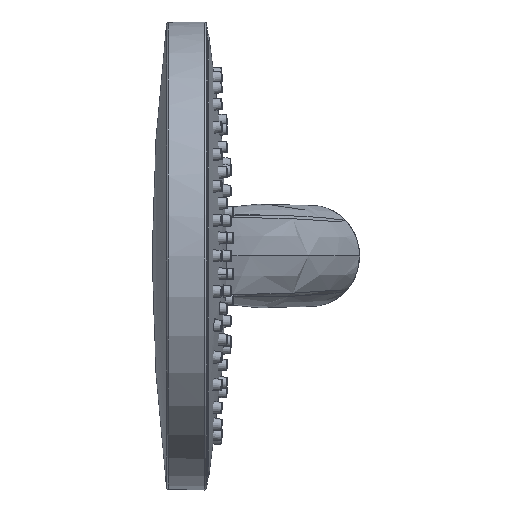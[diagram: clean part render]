
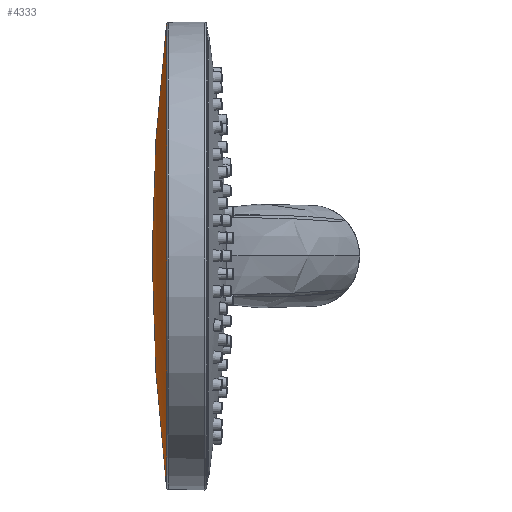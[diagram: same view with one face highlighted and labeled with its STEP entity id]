
A CAD part, left-side view. The second image highlights one B-rep face of the part: STEP entity #4333.
In plain terms, the highlighted spherical face has radius 530.125 mm.
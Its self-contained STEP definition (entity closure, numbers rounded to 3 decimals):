
#220=SPHERICAL_SURFACE('',#5541,530.125);
#511=B_SPLINE_CURVE_WITH_KNOTS('',3,(#11693,#11694,#11695,#11696),
 .UNSPECIFIED.,.F.,.F.,(4,4),(0.,1.),.UNSPECIFIED.);
#516=B_SPLINE_CURVE_WITH_KNOTS('',3,(#11822,#11823,#11824,#11825),
 .UNSPECIFIED.,.F.,.F.,(4,4),(0.,1.),.UNSPECIFIED.);
#1077=ORIENTED_EDGE('',*,*,#1983,.F.);
#1078=ORIENTED_EDGE('',*,*,#1978,.T.);
#1079=ORIENTED_EDGE('',*,*,#1988,.T.);
#1978=EDGE_CURVE('',#2611,#2610,#511,.T.);
#1983=EDGE_CURVE('',#2611,#2613,#516,.F.);
#1988=EDGE_CURVE('',#2610,#2613,#3080,.T.);
#2610=VERTEX_POINT('',#11628);
#2611=VERTEX_POINT('',#11697);
#2613=VERTEX_POINT('',#11826);
#3080=CIRCLE('',#5540,64.565);
#3442=EDGE_LOOP('',(#1077,#1078,#1079));
#3866=FACE_BOUND('',#3442,.T.);
#4333=ADVANCED_FACE('',(#3866),#220,.T.);
#5540=AXIS2_PLACEMENT_3D('',#11946,#6151,#6152);
#5541=AXIS2_PLACEMENT_3D('',#11947,#6153,#6154);
#6151=DIRECTION('',(0.,0.,1.));
#6152=DIRECTION('',(0.,1.,0.));
#6153=DIRECTION('',(0.,0.,1.));
#6154=DIRECTION('',(1.,0.,0.));
#11628=CARTESIAN_POINT('',(0.,64.565,80.424));
#11693=CARTESIAN_POINT('',(0.,0.,84.37));
#11694=CARTESIAN_POINT('',(0.,21.575,84.37));
#11695=CARTESIAN_POINT('',(0.,43.15,83.051));
#11696=CARTESIAN_POINT('',(0.,64.565,80.424));
#11697=CARTESIAN_POINT('',(0.,0.,84.37));
#11822=CARTESIAN_POINT('',(0.,-64.565,80.424));
#11823=CARTESIAN_POINT('',(0.,-43.15,83.051));
#11824=CARTESIAN_POINT('',(0.,-21.575,84.37));
#11825=CARTESIAN_POINT('',(0.,0.,84.37));
#11826=CARTESIAN_POINT('',(0.,-64.565,80.424));
#11946=CARTESIAN_POINT('',(0.,0.,80.424));
#11947=CARTESIAN_POINT('',(0.,0.,-445.755));
